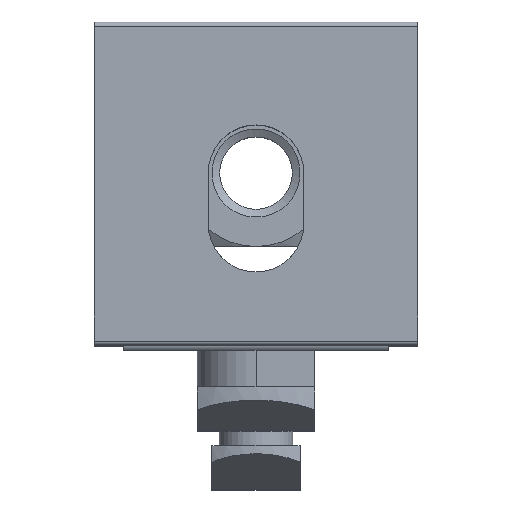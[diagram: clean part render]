
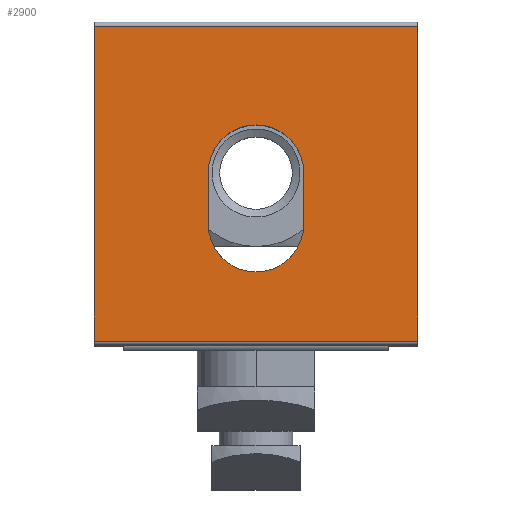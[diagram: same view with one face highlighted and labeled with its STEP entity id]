
A CAD part, top view. The second image highlights one B-rep face of the part: STEP entity #2900.
In plain terms, the highlighted face is planar.
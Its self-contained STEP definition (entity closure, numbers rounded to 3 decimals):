
#91=CIRCLE('',#3074,3.25);
#95=CIRCLE('',#3080,3.25);
#197=FACE_BOUND('',#448,.T.);
#284=FACE_OUTER_BOUND('',#447,.T.);
#447=EDGE_LOOP('',(#2283,#2284,#2285,#2286));
#448=EDGE_LOOP('',(#2287,#2288,#2289,#2290));
#673=LINE('',#4437,#992);
#684=LINE('',#4471,#1003);
#708=LINE('',#4537,#1027);
#709=LINE('',#4541,#1028);
#710=LINE('',#4543,#1029);
#711=LINE('',#4544,#1030);
#992=VECTOR('',#3548,3.5);
#1003=VECTOR('',#3581,3.5);
#1027=VECTOR('',#3645,22.);
#1028=VECTOR('',#3650,21.4);
#1029=VECTOR('',#3651,22.);
#1030=VECTOR('',#3652,21.4);
#1286=VERTEX_POINT('',#4435);
#1287=VERTEX_POINT('',#4436);
#1294=VERTEX_POINT('',#4453);
#1298=VERTEX_POINT('',#4465);
#1320=VERTEX_POINT('',#4534);
#1321=VERTEX_POINT('',#4536);
#1322=VERTEX_POINT('',#4540);
#1323=VERTEX_POINT('',#4542);
#1621=EDGE_CURVE('',#1286,#1287,#673,.T.);
#1629=EDGE_CURVE('',#1287,#1294,#91,.T.);
#1635=EDGE_CURVE('',#1298,#1286,#95,.T.);
#1638=EDGE_CURVE('',#1294,#1298,#684,.T.);
#1671=EDGE_CURVE('',#1321,#1320,#708,.T.);
#1673=EDGE_CURVE('',#1320,#1322,#709,.T.);
#1674=EDGE_CURVE('',#1323,#1322,#710,.T.);
#1675=EDGE_CURVE('',#1321,#1323,#711,.T.);
#2283=ORIENTED_EDGE('',*,*,#1673,.T.);
#2284=ORIENTED_EDGE('',*,*,#1674,.F.);
#2285=ORIENTED_EDGE('',*,*,#1675,.F.);
#2286=ORIENTED_EDGE('',*,*,#1671,.T.);
#2287=ORIENTED_EDGE('',*,*,#1638,.T.);
#2288=ORIENTED_EDGE('',*,*,#1635,.T.);
#2289=ORIENTED_EDGE('',*,*,#1621,.T.);
#2290=ORIENTED_EDGE('',*,*,#1629,.T.);
#2770=PLANE('',#3104);
#2900=ADVANCED_FACE('',(#284,#197),#2770,.T.);
#3074=AXIS2_PLACEMENT_3D('',#4454,#3560,#3561);
#3080=AXIS2_PLACEMENT_3D('',#4466,#3574,#3575);
#3104=AXIS2_PLACEMENT_3D('',#4539,#3648,#3649);
#3548=DIRECTION('',(0.,1.,0.));
#3560=DIRECTION('center_axis',(-1.,0.,0.));
#3561=DIRECTION('ref_axis',(0.,0.,-1.));
#3574=DIRECTION('center_axis',(-1.,0.,0.));
#3575=DIRECTION('ref_axis',(0.,0.,-1.));
#3581=DIRECTION('',(0.,-1.,0.));
#3645=DIRECTION('',(0.,0.,1.));
#3648=DIRECTION('center_axis',(1.,0.,0.));
#3649=DIRECTION('ref_axis',(0.,0.,-1.));
#3650=DIRECTION('',(0.,-1.,0.));
#3651=DIRECTION('',(0.,0.,1.));
#3652=DIRECTION('',(0.,-1.,0.));
#4435=CARTESIAN_POINT('',(15.,-2.75,3.25));
#4436=CARTESIAN_POINT('',(15.,0.75,3.25));
#4437=CARTESIAN_POINT('',(15.,3.975,3.25));
#4453=CARTESIAN_POINT('',(15.,0.75,-3.25));
#4454=CARTESIAN_POINT('Origin',(15.,0.75,0.));
#4465=CARTESIAN_POINT('',(15.,-2.75,-3.25));
#4466=CARTESIAN_POINT('Origin',(15.,-2.75,0.));
#4471=CARTESIAN_POINT('',(15.,5.725,-3.25));
#4534=CARTESIAN_POINT('',(15.,10.7,11.));
#4536=CARTESIAN_POINT('',(15.,10.7,-11.));
#4537=CARTESIAN_POINT('',(15.,10.7,-11.));
#4539=CARTESIAN_POINT('Origin',(15.,10.7,-11.));
#4540=CARTESIAN_POINT('',(15.,-10.7,11.));
#4541=CARTESIAN_POINT('',(15.,10.7,11.));
#4542=CARTESIAN_POINT('',(15.,-10.7,-11.));
#4543=CARTESIAN_POINT('',(15.,-10.7,-11.));
#4544=CARTESIAN_POINT('',(15.,10.7,-11.));
